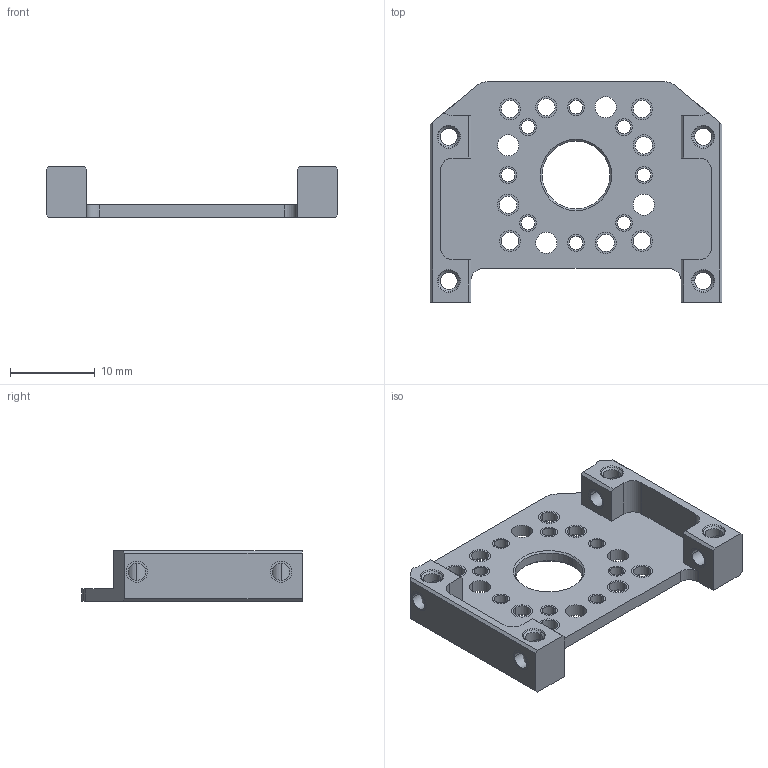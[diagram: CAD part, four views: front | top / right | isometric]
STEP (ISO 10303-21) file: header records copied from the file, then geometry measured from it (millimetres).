
FILE_DESCRIPTION((''),'2;1');
FILE_NAME('FR07_B_01','2010-02-02T',('JANG WOOK'),(''),'PRO/ENGINEER BY PARAMETRIC TECHNOLOGY CORPORATION, 2009060','PRO/ENGINEER BY PARAMETRIC TECHNOLOGY CORPORATION, 2009060','');
FILE_SCHEMA(('CONFIG_CONTROL_DESIGN'));
Length unit declared in the file: millimetre
Products named in the file (1): FR07_B_01
Bounding box: 34.4 x 26 x 6 mm (x, y, z)
Volume: 1413.8 mm3; surface area: 2936.8 mm2
Topology: 1 solids, 29 shells, 222 faces, 644 edges, 416 vertices
Faces by surface type: cylinder 140, cone 48, plane 34
Entity records: 8271 total; most frequent: CARTESIAN_POINT 2187, DIRECTION 1322, ORIENTED_EDGE 1144, EDGE_CURVE 644, AXIS2_PLACEMENT_3D 519, VERTEX_POINT 416, EDGE_LOOP 296, CIRCLE 296
